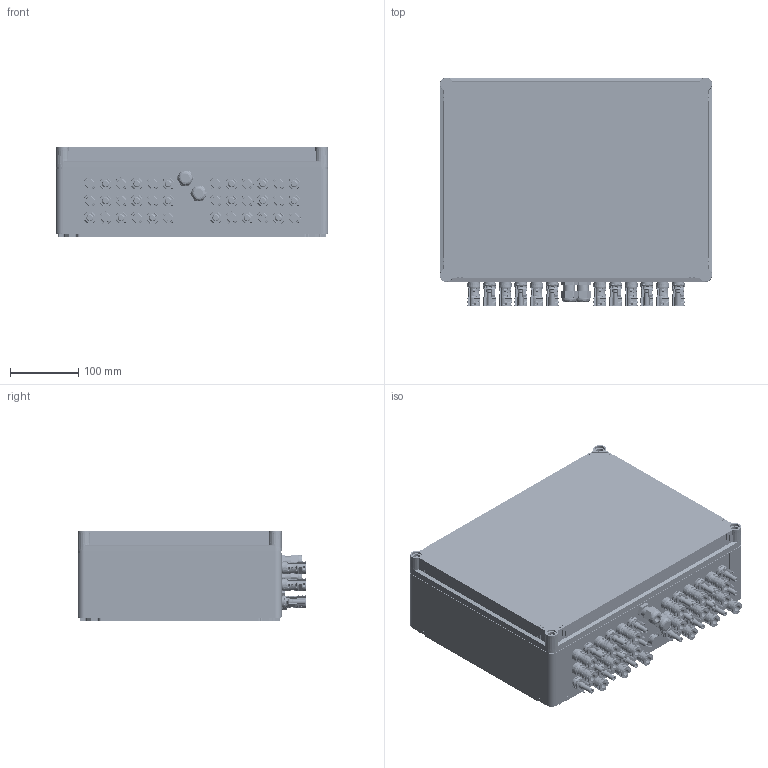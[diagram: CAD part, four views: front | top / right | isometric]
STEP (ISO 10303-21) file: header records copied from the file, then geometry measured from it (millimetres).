
FILE_DESCRIPTION(('CATIA V5 STEP Exchange','CAx-IF Rec.Pracs.--- Model Styling and Organization---1.5--- 2016-08-15','CAx-IF Rec.Pracs.---Supplemental Geometry---1.0---2011-11-01','CAx-IF Rec.Pracs.--- Composite Materials ---1.1---2010-07-15'),'2;1');
FILE_NAME ('D1642189_0', '2025-01-21T09:26:13+00:00', ('none'), ('Weidmueller'), 'CATIA Version 5-6 Release 2022 SP4 HF5', 'CATIA V5 STEP AP214 v3', 'none');
FILE_SCHEMA(('AUTOMOTIVE_DESIGN { 1 0 10303 214 1 1 1 1 }'));
Products named in the file (1): S3D_PVC_DC_2I_1O_6MPP_SPD1R_EVO_11
Bounding box: 400 x 336.02 x 132 mm (x, y, z)
Volume: 15561187.3 mm3; surface area: 564475.7 mm2
Topology: 1 solids, 1 shells, 7509 faces, 22577 edges, 15490 vertices
Faces by surface type: plane 3079, cylinder 2834, extrusion 1164, torus 328, cone 100, bspline 4
Entity records: 273230 total; most frequent: CARTESIAN_POINT 86711, ORIENTED_EDGE 45152, DIRECTION 23671, EDGE_CURVE 22576, VERTEX_POINT 15490, VECTOR 10984, LINE 9820, B_SPLINE_CURVE_WITH_KNOTS 9340
